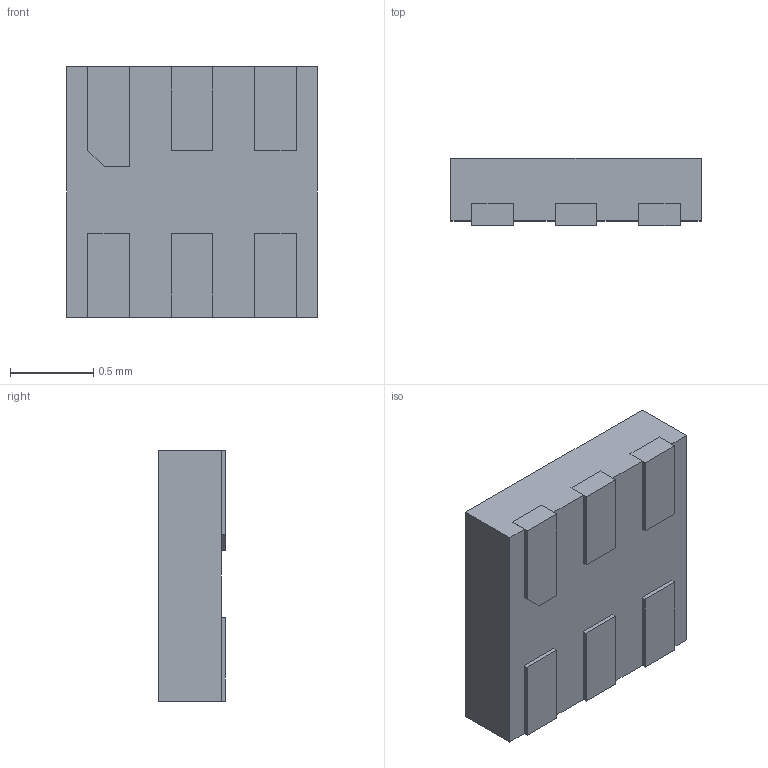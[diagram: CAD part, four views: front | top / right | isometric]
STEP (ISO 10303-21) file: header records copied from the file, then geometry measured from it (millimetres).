
FILE_DESCRIPTION (( 'STEP AP214' ), '1' );
FILE_NAME ('XDFN-6_1.5x1.5.step', '2020-12-07T12:10:43+00:00', 'Stefan Hamminga', '', '', '', '');
FILE_SCHEMA (( 'AUTOMOTIVE_DESIGN' ));
Length unit declared in the file: millimetre
Products named in the file (1): XDFN-6_1.5x1.5
Bounding box: 1.5 x 0.4 x 1.5 mm (x, y, z)
Volume: 0.9 mm3; surface area: 8.9 mm2
Topology: 7 solids, 7 shells, 80 faces, 199 edges, 134 vertices
Faces by surface type: plane 80
Entity records: 2434 total; most frequent: CARTESIAN_POINT 414, ORIENTED_EDGE 398, DIRECTION 361, LINE 199, VECTOR 199, EDGE_CURVE 199, VERTEX_POINT 134, AXIS2_PLACEMENT_3D 81
